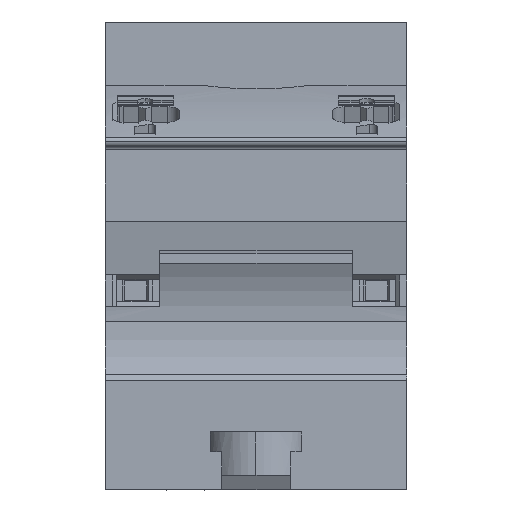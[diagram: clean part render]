
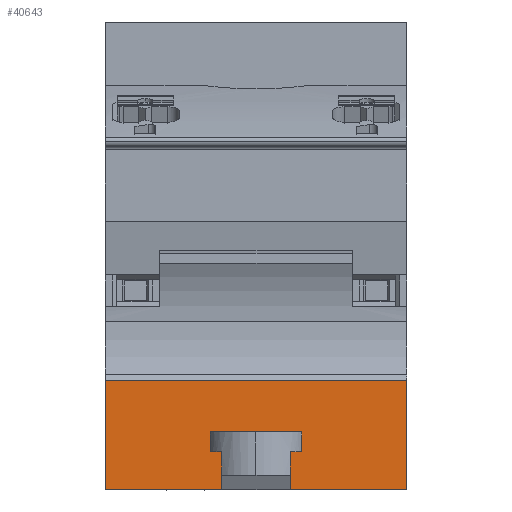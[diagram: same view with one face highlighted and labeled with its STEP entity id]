
A CAD part, front view. The second image highlights one B-rep face of the part: STEP entity #40643.
In plain terms, the highlighted face is planar.
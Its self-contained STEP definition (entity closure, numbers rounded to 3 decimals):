
#212=CARTESIAN_POINT('',(44.5,-6.,-100.141));
#213=VERTEX_POINT('',#212);
#244=CARTESIAN_POINT('',(44.5,-6.,-111.941));
#245=VERTEX_POINT('',#244);
#252=CARTESIAN_POINT('',(44.5,-6.,-12460.441));
#253=DIRECTION('',(-0.,0.,1.));
#254=VECTOR('',#253,24690.);
#255=LINE('',#252,#254);
#256=EDGE_CURVE('',#245,#213,#255,.T.);
#40533=CARTESIAN_POINT('',(44.5,5.163,-100.141));
#40534=DIRECTION('',(-1.,-0.,-0.));
#40535=DIRECTION('',(-0.,1.,-0.));
#40536=AXIS2_PLACEMENT_3D('',#40533,#40534,#40535);
#40537=PLANE('',#40536);
#40538=CARTESIAN_POINT('',(44.5,-6.,-130.741));
#40539=VERTEX_POINT('',#40538);
#40540=CARTESIAN_POINT('',(44.5,-6.,-118.941));
#40541=VERTEX_POINT('',#40540);
#40542=CARTESIAN_POINT('',(44.5,-6.,-12460.441));
#40543=DIRECTION('',(-0.,-0.,1.));
#40544=VECTOR('',#40543,24690.);
#40545=LINE('',#40542,#40544);
#40546=EDGE_CURVE('',#40539,#40541,#40545,.T.);
#40547=ORIENTED_EDGE('',*,*,#40546,.F.);
#40548=CARTESIAN_POINT('',(44.5,5.163,-130.741));
#40549=VERTEX_POINT('',#40548);
#40550=CARTESIAN_POINT('',(44.5,12352.081,-130.741));
#40551=DIRECTION('',(0.,-1.,-0.));
#40552=VECTOR('',#40551,24690.);
#40553=LINE('',#40550,#40552);
#40554=EDGE_CURVE('',#40549,#40539,#40553,.T.);
#40555=ORIENTED_EDGE('',*,*,#40554,.F.);
#40556=CARTESIAN_POINT('',(44.5,5.163,-100.141));
#40557=VERTEX_POINT('',#40556);
#40558=CARTESIAN_POINT('',(44.5,5.163,12229.559));
#40559=DIRECTION('',(0.,-0.,-1.));
#40560=VECTOR('',#40559,24690.);
#40561=LINE('',#40558,#40560);
#40562=EDGE_CURVE('',#40557,#40549,#40561,.T.);
#40563=ORIENTED_EDGE('',*,*,#40562,.F.);
#40564=CARTESIAN_POINT('',(44.5,-12337.969,-100.141));
#40565=DIRECTION('',(-0.,1.,-0.));
#40566=VECTOR('',#40565,24690.);
#40567=LINE('',#40564,#40566);
#40568=EDGE_CURVE('',#213,#40557,#40567,.T.);
#40569=ORIENTED_EDGE('',*,*,#40568,.F.);
#40570=ORIENTED_EDGE('',*,*,#256,.F.);
#40571=CARTESIAN_POINT('',(44.5,-4.5,-111.941));
#40572=VERTEX_POINT('',#40571);
#40573=CARTESIAN_POINT('',(44.5,12345.331,-111.941));
#40574=DIRECTION('',(0.,-1.,0.));
#40575=VECTOR('',#40574,24690.);
#40576=LINE('',#40573,#40575);
#40577=EDGE_CURVE('',#40572,#245,#40576,.T.);
#40578=ORIENTED_EDGE('',*,*,#40577,.F.);
#40579=CARTESIAN_POINT('',(44.5,-2.1,-111.941));
#40580=VERTEX_POINT('',#40579);
#40581=CARTESIAN_POINT('',(44.5,-12344.669,-111.941));
#40582=DIRECTION('',(-0.,1.,-0.));
#40583=VECTOR('',#40582,24690.);
#40584=LINE('',#40581,#40583);
#40585=EDGE_CURVE('',#40572,#40580,#40584,.T.);
#40586=ORIENTED_EDGE('',*,*,#40585,.T.);
#40587=CARTESIAN_POINT('',(44.5,-2.1,-110.778));
#40588=VERTEX_POINT('',#40587);
#40589=CARTESIAN_POINT('',(44.5,-2.1,-12455.341));
#40590=DIRECTION('',(-0.,0.,1.));
#40591=VECTOR('',#40590,24690.);
#40592=LINE('',#40589,#40591);
#40593=EDGE_CURVE('',#40580,#40588,#40592,.T.);
#40594=ORIENTED_EDGE('',*,*,#40593,.T.);
#40595=CARTESIAN_POINT('',(44.5,-0.1,-110.778));
#40596=VERTEX_POINT('',#40595);
#40597=CARTESIAN_POINT('',(44.5,-12349.5,-110.778));
#40598=DIRECTION('',(-0.,1.,-0.));
#40599=VECTOR('',#40598,24690.);
#40600=LINE('',#40597,#40599);
#40601=EDGE_CURVE('',#40588,#40596,#40600,.T.);
#40602=ORIENTED_EDGE('',*,*,#40601,.T.);
#40603=CARTESIAN_POINT('',(44.5,-0.1,-120.105));
#40604=VERTEX_POINT('',#40603);
#40605=CARTESIAN_POINT('',(44.5,-0.1,12240.021));
#40606=DIRECTION('',(0.,-0.,-1.));
#40607=VECTOR('',#40606,24690.);
#40608=LINE('',#40605,#40607);
#40609=EDGE_CURVE('',#40596,#40604,#40608,.T.);
#40610=ORIENTED_EDGE('',*,*,#40609,.T.);
#40611=CARTESIAN_POINT('',(44.5,-2.1,-120.105));
#40612=VERTEX_POINT('',#40611);
#40613=CARTESIAN_POINT('',(44.5,-12349.5,-120.105));
#40614=DIRECTION('',(-0.,1.,-0.));
#40615=VECTOR('',#40614,24690.);
#40616=LINE('',#40613,#40615);
#40617=EDGE_CURVE('',#40612,#40604,#40616,.T.);
#40618=ORIENTED_EDGE('',*,*,#40617,.F.);
#40619=CARTESIAN_POINT('',(44.5,-2.1,-118.941));
#40620=VERTEX_POINT('',#40619);
#40621=CARTESIAN_POINT('',(44.5,-2.1,-12455.341));
#40622=DIRECTION('',(-0.,0.,1.));
#40623=VECTOR('',#40622,24690.);
#40624=LINE('',#40621,#40623);
#40625=EDGE_CURVE('',#40612,#40620,#40624,.T.);
#40626=ORIENTED_EDGE('',*,*,#40625,.T.);
#40627=CARTESIAN_POINT('',(44.5,-4.5,-118.941));
#40628=VERTEX_POINT('',#40627);
#40629=CARTESIAN_POINT('',(44.5,12345.731,-118.941));
#40630=DIRECTION('',(0.,-1.,0.));
#40631=VECTOR('',#40630,24690.);
#40632=LINE('',#40629,#40631);
#40633=EDGE_CURVE('',#40620,#40628,#40632,.T.);
#40634=ORIENTED_EDGE('',*,*,#40633,.T.);
#40635=CARTESIAN_POINT('',(44.5,-12344.269,-118.941));
#40636=DIRECTION('',(-0.,1.,-0.));
#40637=VECTOR('',#40636,24690.);
#40638=LINE('',#40635,#40637);
#40639=EDGE_CURVE('',#40541,#40628,#40638,.T.);
#40640=ORIENTED_EDGE('',*,*,#40639,.F.);
#40641=EDGE_LOOP('',(#40547,#40555,#40563,#40569,#40570,#40578,#40586,#40594,#40602,#40610,#40618,#40626,#40634,#40640));
#40642=FACE_BOUND('',#40641,.T.);
#40643=ADVANCED_FACE('',(#40642),#40537,.F.);
